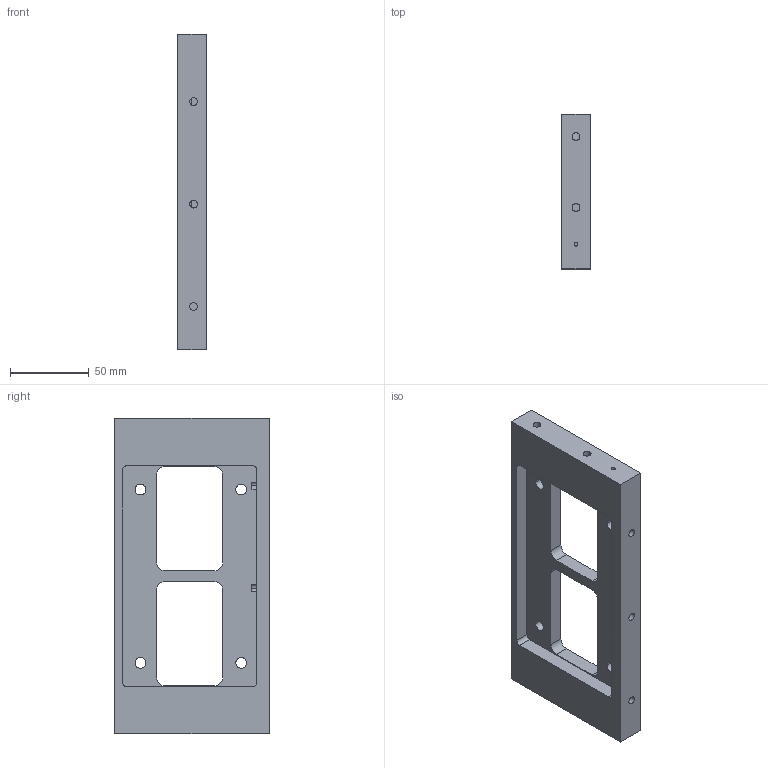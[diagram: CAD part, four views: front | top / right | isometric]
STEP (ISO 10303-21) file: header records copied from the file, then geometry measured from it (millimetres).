
FILE_DESCRIPTION(('CATIA V5 STEP Exchange'),'2;1');
FILE_NAME('VSOTR1100-Y014 - Al 18mm - 10 Pcs.stp','2022-06-01T10:57:34+00:00',('none'),('none'),'CATIA Version 5 Release 21 GA (IN-10)','CATIA V5 STEP AP214','none');
FILE_SCHEMA(('AUTOMOTIVE_DESIGN { 1 0 10303 214 1 1 1 1 }'));
Length unit declared in the file: millimetre
Products named in the file (1): VSOTR1100-Y014
Bounding box: 18 x 98 x 200 mm (x, y, z)
Volume: 190188.9 mm3; surface area: 50310.4 mm2
Topology: 1 solids, 1 shells, 75 faces, 196 edges, 130 vertices
Faces by surface type: cylinder 44, plane 31
Entity records: 2250 total; most frequent: CARTESIAN_POINT 454, ORIENTED_EDGE 392, DIRECTION 289, EDGE_CURVE 196, AXIS2_PLACEMENT_3D 139, VERTEX_POINT 130, VECTOR 101, LINE 101
